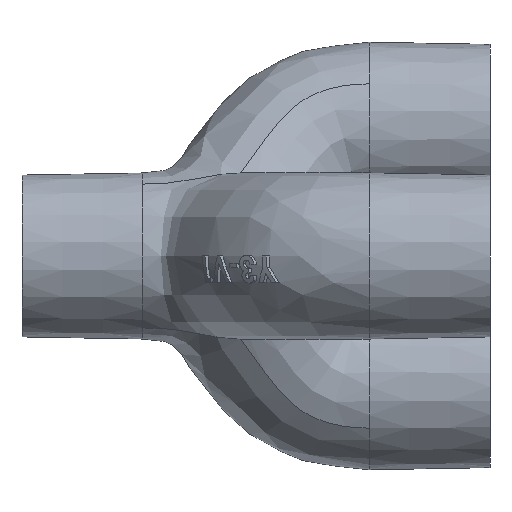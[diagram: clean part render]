
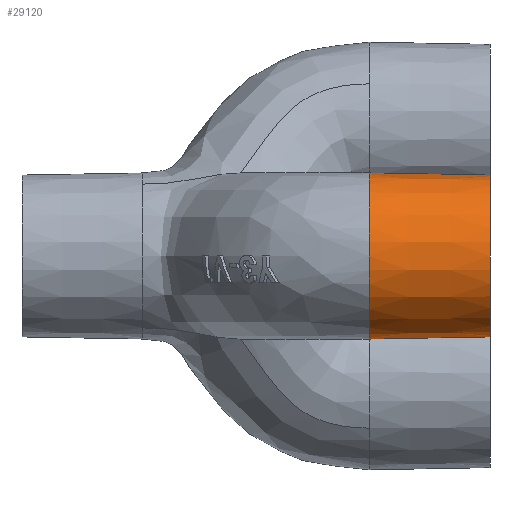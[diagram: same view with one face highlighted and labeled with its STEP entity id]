
A CAD part, left-side view. The second image highlights one B-rep face of the part: STEP entity #29120.
In plain terms, the highlighted conical face has half-angle 1 degrees and reference radius 11 mm.
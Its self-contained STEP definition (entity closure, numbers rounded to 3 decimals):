
#441 = CONICAL_SURFACE ( 'NONE', #25094, 11., 0.017 ) ;
#568 = VERTEX_POINT ( 'NONE', #11558 ) ;
#600 = VECTOR ( 'NONE', #18686, 1000. ) ;
#3909 = EDGE_LOOP ( 'NONE', ( #28445, #21373, #16733, #5373 ) ) ;
#4219 = VERTEX_POINT ( 'NONE', #27470 ) ;
#4683 = CIRCLE ( 'NONE', #29736, 11. ) ;
#5004 = CARTESIAN_POINT ( 'NONE',  ( -20., 16., -11. ) ) ;
#5373 = ORIENTED_EDGE ( 'NONE', *, *, #24503, .F. ) ;
#5447 = CARTESIAN_POINT ( 'NONE',  ( -20., 0., 10.721 ) ) ;
#5633 = EDGE_CURVE ( 'NONE', #13766, #4219, #27534, .T. ) ;
#6602 = CARTESIAN_POINT ( 'NONE',  ( -20., 16., 11. ) ) ;
#7038 = DIRECTION ( 'NONE',  ( 0., 1., -0.017 ) ) ;
#8483 = CARTESIAN_POINT ( 'NONE',  ( -20., 16., 0. ) ) ;
#10317 = FACE_OUTER_BOUND ( 'NONE', #3909, .T. ) ;
#11558 = CARTESIAN_POINT ( 'NONE',  ( -20., 0., -10.721 ) ) ;
#13023 = CIRCLE ( 'NONE', #14528, 10.721 ) ;
#13766 = VERTEX_POINT ( 'NONE', #5447 ) ;
#14528 = AXIS2_PLACEMENT_3D ( 'NONE', #28055, #16643, #28475 ) ;
#14539 = LINE ( 'NONE', #5004, #21366 ) ;
#15700 = DIRECTION ( 'NONE',  ( 0., 0., -1. ) ) ;
#16390 = CARTESIAN_POINT ( 'NONE',  ( -20., 16., -11. ) ) ;
#16643 = DIRECTION ( 'NONE',  ( 0., -1., 0. ) ) ;
#16733 = ORIENTED_EDGE ( 'NONE', *, *, #16816, .T. ) ;
#16816 = EDGE_CURVE ( 'NONE', #4219, #28910, #4683, .T. ) ;
#17001 = EDGE_CURVE ( 'NONE', #13766, #568, #13023, .T. ) ;
#18417 = CARTESIAN_POINT ( 'NONE',  ( -20., 16., 0. ) ) ;
#18686 = DIRECTION ( 'NONE',  ( 0., 1., 0.017 ) ) ;
#21366 = VECTOR ( 'NONE', #7038, 1000. ) ;
#21373 = ORIENTED_EDGE ( 'NONE', *, *, #5633, .T. ) ;
#24503 = EDGE_CURVE ( 'NONE', #568, #28910, #14539, .T. ) ;
#25094 = AXIS2_PLACEMENT_3D ( 'NONE', #18417, #30899, #28131 ) ;
#27470 = CARTESIAN_POINT ( 'NONE',  ( -20., 16., 11. ) ) ;
#27534 = LINE ( 'NONE', #6602, #600 ) ;
#28055 = CARTESIAN_POINT ( 'NONE',  ( -20., 0., 0. ) ) ;
#28131 = DIRECTION ( 'NONE',  ( 0., 0., -1. ) ) ;
#28159 = DIRECTION ( 'NONE',  ( 0., -1., 0. ) ) ;
#28445 = ORIENTED_EDGE ( 'NONE', *, *, #17001, .F. ) ;
#28475 = DIRECTION ( 'NONE',  ( 0., 0., -1. ) ) ;
#28910 = VERTEX_POINT ( 'NONE', #16390 ) ;
#29120 = ADVANCED_FACE ( 'NONE', ( #10317 ), #441, .T. ) ;
#29736 = AXIS2_PLACEMENT_3D ( 'NONE', #8483, #28159, #15700 ) ;
#30899 = DIRECTION ( 'NONE',  ( 0., 1., 0. ) ) ;
